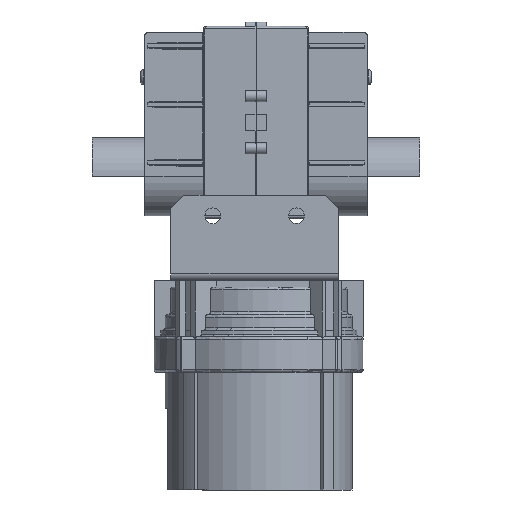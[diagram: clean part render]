
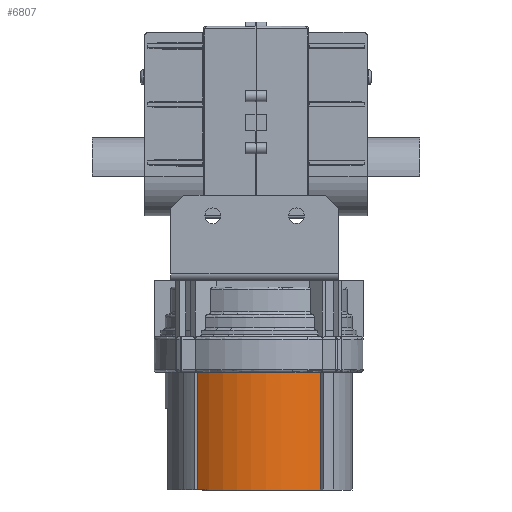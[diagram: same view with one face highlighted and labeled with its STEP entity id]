
A CAD part, front view. The second image highlights one B-rep face of the part: STEP entity #6807.
In plain terms, the highlighted cylindrical face has radius 71.5 mm (diameter 143 mm), a partial arc.
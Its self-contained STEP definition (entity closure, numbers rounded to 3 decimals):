
#331=CYLINDRICAL_SURFACE('',#7427,71.5);
#580=FACE_OUTER_BOUND('',#1004,.T.);
#1004=EDGE_LOOP('',(#5240,#5241,#5242,#5243));
#1318=CIRCLE('',#7145,71.5);
#1408=CIRCLE('',#7306,71.5);
#1956=LINE('',#11501,#2528);
#1957=LINE('',#11503,#2529);
#2528=VECTOR('',#8852,90.);
#2529=VECTOR('',#8855,90.);
#2796=VERTEX_POINT('',#10190);
#2797=VERTEX_POINT('',#10192);
#3051=VERTEX_POINT('',#10805);
#3052=VERTEX_POINT('',#10807);
#3429=EDGE_CURVE('',#2796,#2797,#1318,.F.);
#3720=EDGE_CURVE('',#3051,#3052,#1408,.T.);
#3927=EDGE_CURVE('',#3051,#2797,#1956,.T.);
#3928=EDGE_CURVE('',#3052,#2796,#1957,.T.);
#5240=ORIENTED_EDGE('',*,*,#3928,.F.);
#5241=ORIENTED_EDGE('',*,*,#3720,.F.);
#5242=ORIENTED_EDGE('',*,*,#3927,.T.);
#5243=ORIENTED_EDGE('',*,*,#3429,.F.);
#6807=ADVANCED_FACE('',(#580),#331,.T.);
#7145=AXIS2_PLACEMENT_3D('',#10193,#7980,#7981);
#7306=AXIS2_PLACEMENT_3D('',#10808,#8501,#8502);
#7427=AXIS2_PLACEMENT_3D('',#11504,#8856,#8857);
#7980=DIRECTION('center_axis',(0.,0.,1.));
#7981=DIRECTION('ref_axis',(1.,0.,0.));
#8501=DIRECTION('center_axis',(0.,0.,1.));
#8502=DIRECTION('ref_axis',(1.,0.,0.));
#8852=DIRECTION('',(0.,0.,-1.));
#8855=DIRECTION('',(0.,0.,-1.));
#8856=DIRECTION('center_axis',(0.,0.,-1.));
#8857=DIRECTION('ref_axis',(-1.,0.,0.));
#10190=CARTESIAN_POINT('',(46.904,-53.965,-90.));
#10192=CARTESIAN_POINT('',(-46.904,-53.965,-90.));
#10193=CARTESIAN_POINT('Origin',(0.,0.,-90.));
#10805=CARTESIAN_POINT('',(-46.904,-53.965,0.));
#10807=CARTESIAN_POINT('',(46.904,-53.965,0.));
#10808=CARTESIAN_POINT('Origin',(0.,0.,0.));
#11501=CARTESIAN_POINT('',(-46.904,-53.965,0.));
#11503=CARTESIAN_POINT('',(46.904,-53.965,0.));
#11504=CARTESIAN_POINT('Origin',(0.,0.,0.));
